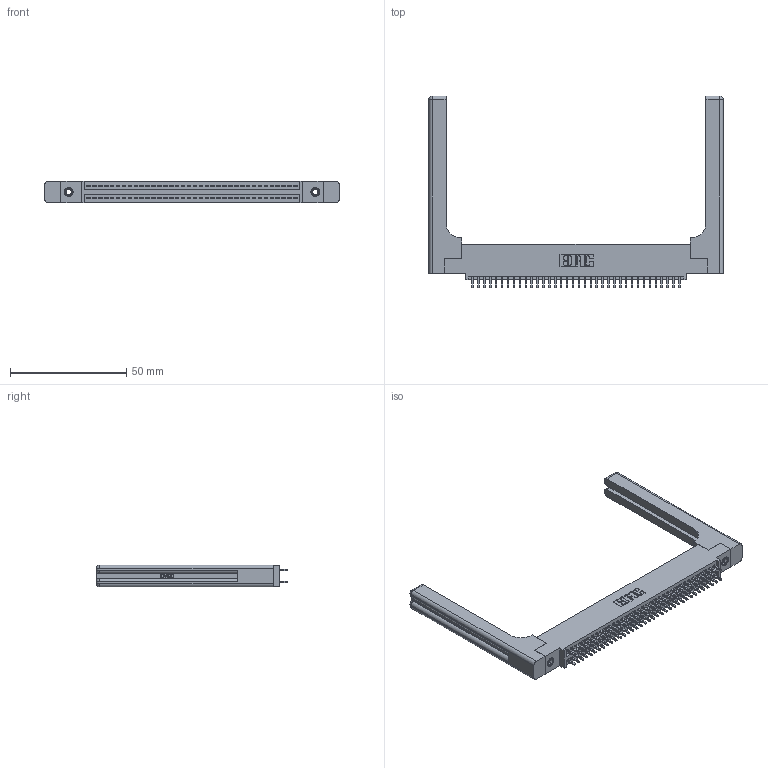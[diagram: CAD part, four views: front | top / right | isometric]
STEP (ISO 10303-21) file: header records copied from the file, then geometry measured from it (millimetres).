
FILE_DESCRIPTION (( 'STEP AP203' ), '1' );
FILE_NAME ('345-072-521-558.STEP', '2019-10-31T02:46:07', ( '' ), ( '' ), 'SwSTEP 2.0', 'SolidWorks 2016', '' );
FILE_SCHEMA (( 'CONFIG_CONTROL_DESIGN' ));
Length unit declared in the file: inch
Products named in the file (5): 345-250-001_345-250-001-102; 345-292-001_345-293-121; 345 Part_0.110 Offset - 0.156 Dia-TH; 345-220-058_345-220-058; 345-072-521-558
Assembly tree (77 placements, depth 2):
  345-072-521-558
    345 Part_0.110 Offset - 0.156 Dia-TH
    345-292-001_345-293-121  x72
    345-250-001_345-250-001-102  x2
    345-220-058_345-220-058  x2
Bounding box: 126.47 x 82.47 x 9.4 mm (x, y, z)
Volume: 20601.8 mm3; surface area: 22769.4 mm2
Topology: 77 solids, 77 shells, 3986 faces, 11747 edges, 7714 vertices
Faces by surface type: plane 2608, cylinder 1318, bspline 36, cone 12, sphere 8, torus 4
Entity records: 34386 total; most frequent: CARTESIAN_POINT 6765, ORIENTED_EDGE 5496, DIRECTION 4904, EDGE_CURVE 2748, LINE 2380, VECTOR 2380, VERTEX_POINT 1822, AXIS2_PLACEMENT_3D 1262
